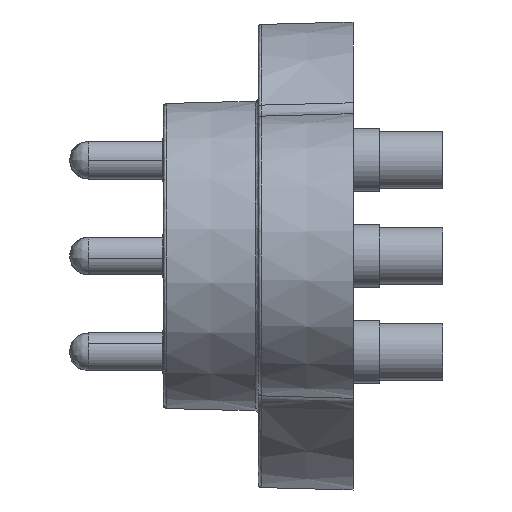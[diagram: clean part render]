
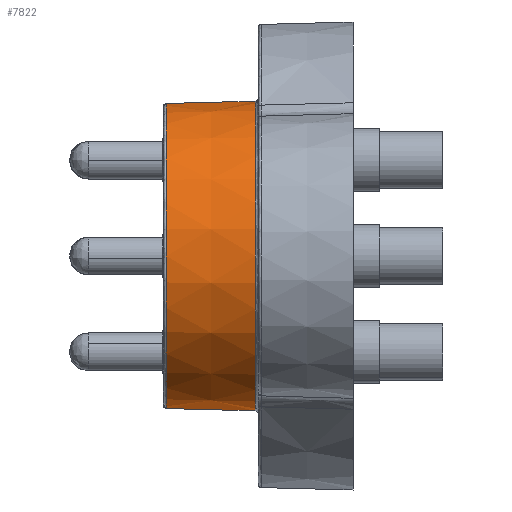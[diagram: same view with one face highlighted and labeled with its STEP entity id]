
A CAD part, left-side view. The second image highlights one B-rep face of the part: STEP entity #7822.
In plain terms, the highlighted conical face has half-angle 1.5 degrees and reference radius 4.897 mm.
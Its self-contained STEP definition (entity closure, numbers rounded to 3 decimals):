
#1168 = DIRECTION ( 'NONE',  ( 0., 0., -1. ) ) ;
#1424 = AXIS2_PLACEMENT_3D ( 'NONE', #13733, #7460, #1168 ) ;
#1742 = VECTOR ( 'NONE', #8724, 1000. ) ;
#1804 = CARTESIAN_POINT ( 'NONE',  ( 0., -499000., -13071.753 ) ) ;
#1829 = CARTESIAN_POINT ( 'NONE',  ( 0., 3.097, 4.897 ) ) ;
#2780 = CARTESIAN_POINT ( 'NONE',  ( 0., 5.903, -4.824 ) ) ;
#3279 = VERTEX_POINT ( 'NONE', #1829 ) ;
#3752 = CARTESIAN_POINT ( 'NONE',  ( 0., 5.903, 4.824 ) ) ;
#3814 = EDGE_CURVE ( 'NONE', #13407, #3279, #21077, .T. ) ;
#4255 = FACE_OUTER_BOUND ( 'NONE', #9832, .T. ) ;
#5741 = VERTEX_POINT ( 'NONE', #23577 ) ;
#5923 = DIRECTION ( 'NONE',  ( 0., 0., -1. ) ) ;
#7305 = CONICAL_SURFACE ( 'NONE', #18840, 4.897, 0.026 ) ;
#7460 = DIRECTION ( 'NONE',  ( 0., 1., 0. ) ) ;
#7617 = CARTESIAN_POINT ( 'NONE',  ( 0., 5.903, 0. ) ) ;
#7822 = ADVANCED_FACE ( 'NONE', ( #4255 ), #7305, .T. ) ;
#8724 = DIRECTION ( 'NONE',  ( 0., -1., 0.026 ) ) ;
#9001 = VERTEX_POINT ( 'NONE', #2780 ) ;
#9832 = EDGE_LOOP ( 'NONE', ( #14791, #27069, #24247, #16999 ) ) ;
#11814 = DIRECTION ( 'NONE',  ( 0., -1., 0. ) ) ;
#12147 = LINE ( 'NONE', #1804, #27392 ) ;
#13138 = CIRCLE ( 'NONE', #23779, 4.824 ) ;
#13407 = VERTEX_POINT ( 'NONE', #3752 ) ;
#13733 = CARTESIAN_POINT ( 'NONE',  ( 0., 3.097, 0. ) ) ;
#14443 = DIRECTION ( 'NONE',  ( 0., -1., 0. ) ) ;
#14791 = ORIENTED_EDGE ( 'NONE', *, *, #18080, .T. ) ;
#14984 = EDGE_CURVE ( 'NONE', #13407, #9001, #13138, .T. ) ;
#15667 = CIRCLE ( 'NONE', #1424, 4.897 ) ;
#16448 = DIRECTION ( 'NONE',  ( 0., -1., -0.026 ) ) ;
#16504 = EDGE_CURVE ( 'NONE', #5741, #3279, #15667, .T. ) ;
#16999 = ORIENTED_EDGE ( 'NONE', *, *, #14984, .T. ) ;
#18080 = EDGE_CURVE ( 'NONE', #9001, #5741, #12147, .T. ) ;
#18840 = AXIS2_PLACEMENT_3D ( 'NONE', #22353, #11814, #26711 ) ;
#21077 = LINE ( 'NONE', #23615, #1742 ) ;
#22353 = CARTESIAN_POINT ( 'NONE',  ( 0., 3.097, 0. ) ) ;
#23577 = CARTESIAN_POINT ( 'NONE',  ( 0., 3.097, -4.897 ) ) ;
#23615 = CARTESIAN_POINT ( 'NONE',  ( 0., 3., 4.9 ) ) ;
#23779 = AXIS2_PLACEMENT_3D ( 'NONE', #7617, #14443, #5923 ) ;
#24247 = ORIENTED_EDGE ( 'NONE', *, *, #3814, .F. ) ;
#26711 = DIRECTION ( 'NONE',  ( 0., 0., -1. ) ) ;
#27069 = ORIENTED_EDGE ( 'NONE', *, *, #16504, .T. ) ;
#27392 = VECTOR ( 'NONE', #16448, 1000. ) ;
